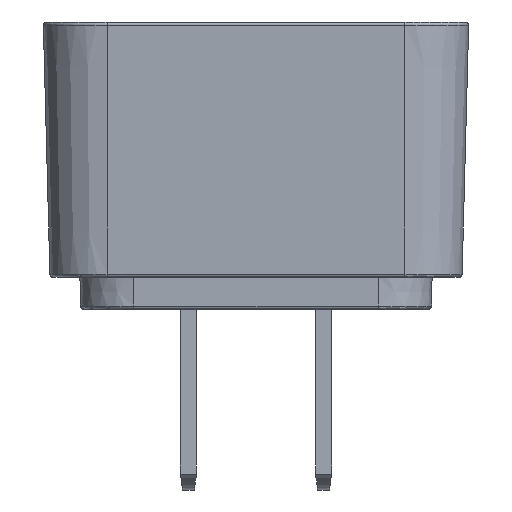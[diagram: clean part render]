
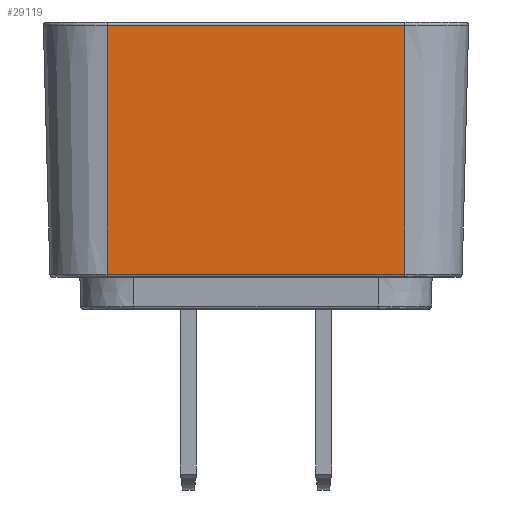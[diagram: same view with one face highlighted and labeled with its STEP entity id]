
A CAD part, left-side view. The second image highlights one B-rep face of the part: STEP entity #29119.
In plain terms, the highlighted planar face has unit normal (-1, 0, -0.026).
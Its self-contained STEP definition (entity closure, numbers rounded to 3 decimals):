
#262 = VECTOR ( 'NONE', #5015, 1000. ) ;
#498 = PLANE ( 'NONE',  #35543 ) ;
#1250 = CARTESIAN_POINT ( 'NONE',  ( -27.129, -14.164, 0.292 ) ) ;
#1465 = DIRECTION ( 'NONE',  ( 0., 1., 0. ) ) ;
#3698 = DIRECTION ( 'NONE',  ( -0.026, 0., 1. ) ) ;
#4213 = CARTESIAN_POINT ( 'NONE',  ( -27.129, 14., 0.292 ) ) ;
#5015 = DIRECTION ( 'NONE',  ( 0.026, 0., -1. ) ) ;
#5307 = VECTOR ( 'NONE', #1465, 1000. ) ;
#5853 = DIRECTION ( 'NONE',  ( -0.026, 0., 1. ) ) ;
#6488 = VECTOR ( 'NONE', #32037, 1000. ) ;
#7368 = VECTOR ( 'NONE', #5853, 1000. ) ;
#7543 = EDGE_CURVE ( 'NONE', #32045, #14487, #19700, .T. ) ;
#11305 = CARTESIAN_POINT ( 'NONE',  ( -27.742, -14., 23.692 ) ) ;
#12587 = EDGE_CURVE ( 'NONE', #14487, #13966, #25692, .T. ) ;
#12809 = CARTESIAN_POINT ( 'NONE',  ( -27.75, 15.903, 24. ) ) ;
#13210 = CARTESIAN_POINT ( 'NONE',  ( -27.742, 15.903, 23.692 ) ) ;
#13966 = VERTEX_POINT ( 'NONE', #4213 ) ;
#14487 = VERTEX_POINT ( 'NONE', #21201 ) ;
#14959 = CARTESIAN_POINT ( 'NONE',  ( -27.75, -14., 24. ) ) ;
#15515 = LINE ( 'NONE', #14959, #7368 ) ;
#17081 = CARTESIAN_POINT ( 'NONE',  ( -27.75, 14., 24. ) ) ;
#17499 = CARTESIAN_POINT ( 'NONE',  ( -27.129, -14., 0.292 ) ) ;
#18028 = LINE ( 'NONE', #1250, #6488 ) ;
#18365 = EDGE_LOOP ( 'NONE', ( #36450, #20789, #25147, #32070 ) ) ;
#18530 = EDGE_CURVE ( 'NONE', #32155, #13966, #18028, .T. ) ;
#18997 = DIRECTION ( 'NONE',  ( -1., 0., -0.026 ) ) ;
#19700 = LINE ( 'NONE', #13210, #5307 ) ;
#20789 = ORIENTED_EDGE ( 'NONE', *, *, #7543, .T. ) ;
#21201 = CARTESIAN_POINT ( 'NONE',  ( -27.742, 14., 23.692 ) ) ;
#25147 = ORIENTED_EDGE ( 'NONE', *, *, #12587, .T. ) ;
#25692 = LINE ( 'NONE', #17081, #262 ) ;
#26700 = EDGE_CURVE ( 'NONE', #32155, #32045, #15515, .T. ) ;
#29119 = ADVANCED_FACE ( 'NONE', ( #30754 ), #498, .T. ) ;
#30754 = FACE_OUTER_BOUND ( 'NONE', #18365, .T. ) ;
#32037 = DIRECTION ( 'NONE',  ( 0., 1., 0. ) ) ;
#32045 = VERTEX_POINT ( 'NONE', #11305 ) ;
#32070 = ORIENTED_EDGE ( 'NONE', *, *, #18530, .F. ) ;
#32155 = VERTEX_POINT ( 'NONE', #17499 ) ;
#35543 = AXIS2_PLACEMENT_3D ( 'NONE', #12809, #18997, #3698 ) ;
#36450 = ORIENTED_EDGE ( 'NONE', *, *, #26700, .T. ) ;
